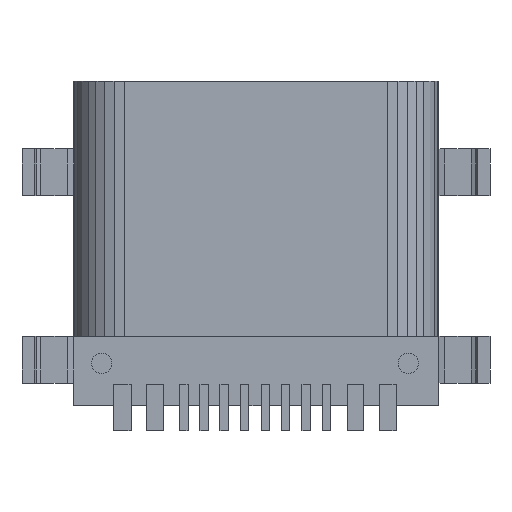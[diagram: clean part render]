
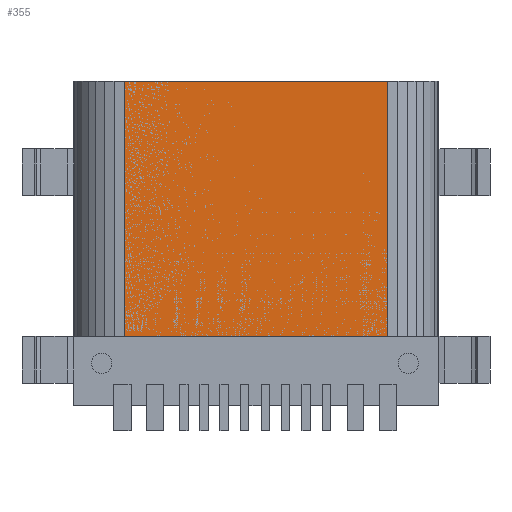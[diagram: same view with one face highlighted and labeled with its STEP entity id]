
A CAD part, front view. The second image highlights one B-rep face of the part: STEP entity #355.
In plain terms, the highlighted planar face has unit normal (0, -1, 0).
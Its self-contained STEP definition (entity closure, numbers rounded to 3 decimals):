
#24 = CARTESIAN_POINT ( 'NONE',  ( -3.233, -1.569, 0. ) ) ;
#88 = VERTEX_POINT ( 'NONE', #6429 ) ;
#350 = ORIENTED_EDGE ( 'NONE', *, *, #7051, .F. ) ;
#355 = ADVANCED_FACE ( 'NONE', ( #7809 ), #845, .F. ) ;
#408 = LINE ( 'NONE', #1834, #10090 ) ;
#436 = CARTESIAN_POINT ( 'NONE',  ( 3.221, -1.569, 0. ) ) ;
#534 = AXIS2_PLACEMENT_3D ( 'NONE', #24, #3868, #1465 ) ;
#845 = PLANE ( 'NONE',  #534 ) ;
#879 = EDGE_LOOP ( 'NONE', ( #9179, #350, #1975, #6576 ) ) ;
#1325 = VERTEX_POINT ( 'NONE', #5378 ) ;
#1465 = DIRECTION ( 'NONE',  ( 0., 0., 1. ) ) ;
#1834 = CARTESIAN_POINT ( 'NONE',  ( -3.233, -1.569, 6.26 ) ) ;
#1931 = VECTOR ( 'NONE', #2050, 1000. ) ;
#1975 = ORIENTED_EDGE ( 'NONE', *, *, #3175, .F. ) ;
#2050 = DIRECTION ( 'NONE',  ( 0., 0., 1. ) ) ;
#2948 = VERTEX_POINT ( 'NONE', #4073 ) ;
#3175 = EDGE_CURVE ( 'NONE', #10048, #88, #5860, .T. ) ;
#3868 = DIRECTION ( 'NONE',  ( 0., 1., 0. ) ) ;
#4073 = CARTESIAN_POINT ( 'NONE',  ( -3.233, -1.569, 6.26 ) ) ;
#4415 = LINE ( 'NONE', #7729, #1931 ) ;
#4694 = VECTOR ( 'NONE', #8554, 1000. ) ;
#5058 = EDGE_CURVE ( 'NONE', #1325, #10048, #5979, .T. ) ;
#5378 = CARTESIAN_POINT ( 'NONE',  ( 3.221, -1.569, 6.26 ) ) ;
#5860 = LINE ( 'NONE', #8980, #4694 ) ;
#5979 = LINE ( 'NONE', #9782, #10102 ) ;
#6429 = CARTESIAN_POINT ( 'NONE',  ( -3.233, -1.569, 0. ) ) ;
#6543 = DIRECTION ( 'NONE',  ( 1., 0., 0. ) ) ;
#6576 = ORIENTED_EDGE ( 'NONE', *, *, #5058, .F. ) ;
#7051 = EDGE_CURVE ( 'NONE', #88, #2948, #4415, .T. ) ;
#7355 = EDGE_CURVE ( 'NONE', #2948, #1325, #408, .T. ) ;
#7729 = CARTESIAN_POINT ( 'NONE',  ( -3.233, -1.569, 0. ) ) ;
#7809 = FACE_OUTER_BOUND ( 'NONE', #879, .T. ) ;
#8554 = DIRECTION ( 'NONE',  ( -1., 0., 0. ) ) ;
#8980 = CARTESIAN_POINT ( 'NONE',  ( -3.233, -1.569, 0. ) ) ;
#9102 = DIRECTION ( 'NONE',  ( 0., 0., -1. ) ) ;
#9179 = ORIENTED_EDGE ( 'NONE', *, *, #7355, .F. ) ;
#9782 = CARTESIAN_POINT ( 'NONE',  ( 3.221, -1.569, 0. ) ) ;
#10048 = VERTEX_POINT ( 'NONE', #436 ) ;
#10090 = VECTOR ( 'NONE', #6543, 1000. ) ;
#10102 = VECTOR ( 'NONE', #9102, 1000. ) ;
